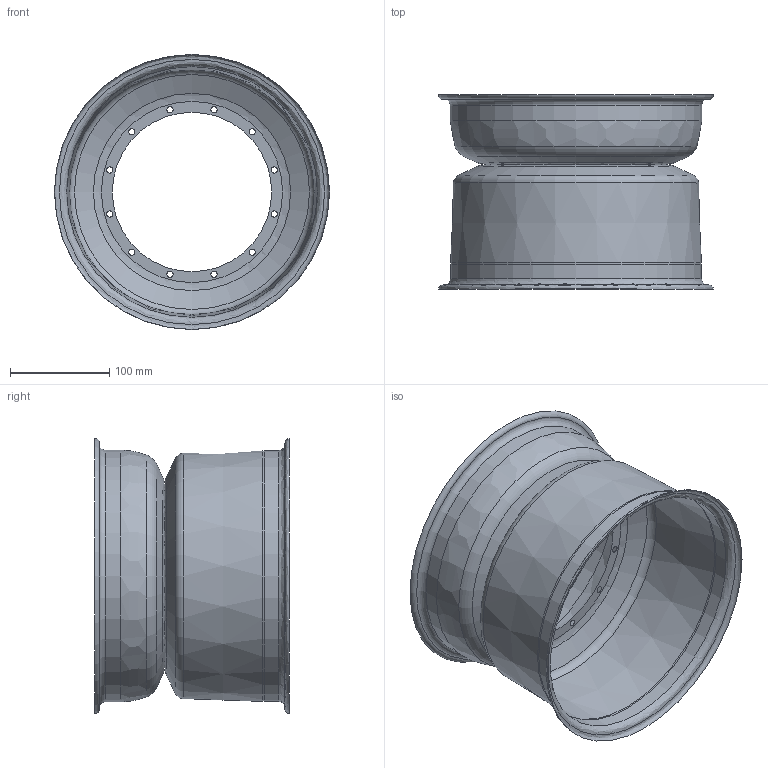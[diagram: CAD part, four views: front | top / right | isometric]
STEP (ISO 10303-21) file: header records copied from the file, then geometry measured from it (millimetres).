
FILE_DESCRIPTION (( 'STEP AP214' ), '1' );
FILE_NAME ('CARBON WHEEL (FOR FEA) R3.0.STEP', '2019-02-02T01:52:20', ( '' ), ( '' ), 'SwSTEP 2.0', 'SolidWorks 2018', '' );
FILE_SCHEMA (( 'AUTOMOTIVE_DESIGN' ));
Length unit declared in the file: millimetre
Products named in the file (1): CARBON WHEEL (FOR FEA) R3.0
Bounding box: 277.11 x 195.77 x 277.11 mm (x, y, z)
Surface area: 196600.4 mm2 (no closed solid volume)
Topology: 0 solids, 3 shells, 16 faces, 46 edges, 31 vertices
Faces by surface type: torus 6, bspline 4, cone 3, cylinder 2, plane 1
Full cylindrical faces by diameter (mm): 252.605 x1, 253.365 x1
Entity records: 601 total; most frequent: CARTESIAN_POINT 187, DIRECTION 88, AXIS2_PLACEMENT_3D 44, ORIENTED_EDGE 44, EDGE_LOOP 44, VERTEX_POINT 31, CIRCLE 31, EDGE_CURVE 31
